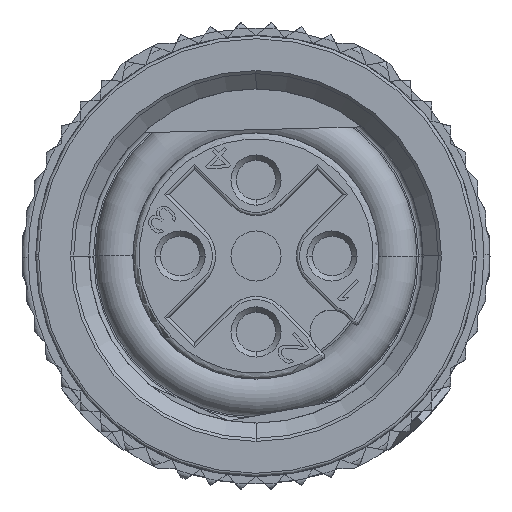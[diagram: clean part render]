
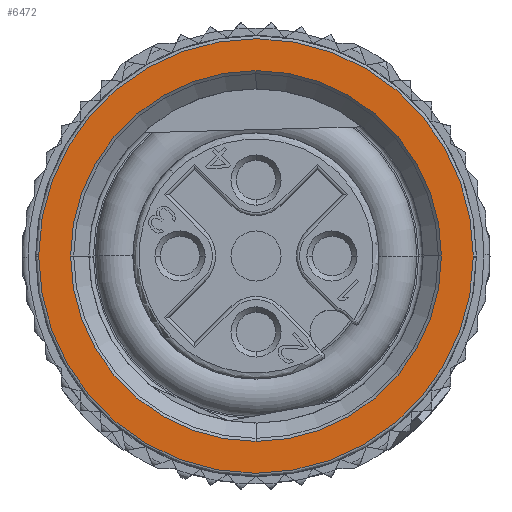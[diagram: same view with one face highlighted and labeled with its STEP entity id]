
A CAD part, front view. The second image highlights one B-rep face of the part: STEP entity #6472.
In plain terms, the highlighted planar face has unit normal (0, -1, 0).
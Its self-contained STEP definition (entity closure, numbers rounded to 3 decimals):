
#6472=ADVANCED_FACE('',(#13086,#13087),#13088,.T.);
#13086=FACE_OUTER_BOUND('',#35394,.T.);
#13087=FACE_BOUND('',#35395,.T.);
#13088=PLANE('',#35396);
#35394=EDGE_LOOP('',(#59896,#59897,#59898,#59899));
#35395=EDGE_LOOP('',(#59900,#59901,#59902,#59903));
#35396=AXIS2_PLACEMENT_3D('',#59904,#59905,#59906);
#59896=ORIENTED_EDGE('',*,*,#68418,.F.);
#59897=ORIENTED_EDGE('',*,*,#66817,.F.);
#59898=ORIENTED_EDGE('',*,*,#68416,.F.);
#59899=ORIENTED_EDGE('',*,*,#66822,.F.);
#59900=ORIENTED_EDGE('',*,*,#68426,.F.);
#59901=ORIENTED_EDGE('',*,*,#66800,.F.);
#59902=ORIENTED_EDGE('',*,*,#66807,.F.);
#59903=ORIENTED_EDGE('',*,*,#68427,.F.);
#59904=CARTESIAN_POINT('',(0.0,-12.4,0.0));
#59905=DIRECTION('',(0.0,-1.0,0.0));
#59906=DIRECTION('',(1.0,0.0,0.0));
#66800=EDGE_CURVE('',#77280,#77278,#77282,.T.);
#66807=EDGE_CURVE('',#77290,#77280,#77292,.T.);
#66817=EDGE_CURVE('',#77308,#77304,#77310,.T.);
#66822=EDGE_CURVE('',#77317,#77313,#77319,.T.);
#68416=EDGE_CURVE('',#77313,#77308,#79609,.T.);
#68418=EDGE_CURVE('',#77304,#77317,#79611,.T.);
#68426=EDGE_CURVE('',#77278,#79620,#79621,.T.);
#68427=EDGE_CURVE('',#79620,#77290,#79622,.T.);
#77278=VERTEX_POINT('',#98262);
#77280=VERTEX_POINT('',#98265);
#77282=CIRCLE('',#98268,6.1);
#77290=VERTEX_POINT('',#98277);
#77292=CIRCLE('',#98280,6.1);
#77304=VERTEX_POINT('',#98292);
#77308=VERTEX_POINT('',#98296);
#77310=CIRCLE('',#98298,7.15);
#77313=VERTEX_POINT('',#98301);
#77317=VERTEX_POINT('',#98305);
#77319=CIRCLE('',#98307,7.15);
#79609=CIRCLE('',#103506,7.15);
#79611=CIRCLE('',#103508,7.15);
#79620=VERTEX_POINT('',#103519);
#79621=CIRCLE('',#103520,6.1);
#79622=CIRCLE('',#103521,6.1);
#98262=CARTESIAN_POINT('',(0.0,-12.4,6.1));
#98265=CARTESIAN_POINT('',(6.1,-12.4,0.0));
#98268=AXIS2_PLACEMENT_3D('',#113617,#113618,#113619);
#98277=CARTESIAN_POINT('',(0.0,-12.4,-6.1));
#98280=AXIS2_PLACEMENT_3D('',#113628,#113629,#113630);
#98292=CARTESIAN_POINT('',(-7.15,-12.4,0.052));
#98296=CARTESIAN_POINT('',(-7.15,-12.4,0.0));
#98298=AXIS2_PLACEMENT_3D('',#113652,#113653,#113654);
#98301=CARTESIAN_POINT('',(7.15,-12.4,-0.052));
#98305=CARTESIAN_POINT('',(7.15,-12.4,0.0));
#98307=AXIS2_PLACEMENT_3D('',#113664,#113665,#113666);
#103506=AXIS2_PLACEMENT_3D('',#115565,#115566,#115567);
#103508=AXIS2_PLACEMENT_3D('',#115568,#115569,#115570);
#103519=CARTESIAN_POINT('',(-6.1,-12.4,0.0));
#103520=AXIS2_PLACEMENT_3D('',#115579,#115580,#115581);
#103521=AXIS2_PLACEMENT_3D('',#115582,#115583,#115584);
#113617=CARTESIAN_POINT('',(0.0,-12.4,0.0));
#113618=DIRECTION('',(0.0,-1.0,0.0));
#113619=DIRECTION('',(1.0,0.0,0.0));
#113628=CARTESIAN_POINT('',(0.0,-12.4,0.0));
#113629=DIRECTION('',(0.0,-1.0,0.0));
#113630=DIRECTION('',(0.0,0.0,-1.0));
#113652=CARTESIAN_POINT('',(0.0,-12.4,0.0));
#113653=DIRECTION('',(0.0,1.0,0.0));
#113654=DIRECTION('',(-1.0,0.0,0.0));
#113664=CARTESIAN_POINT('',(0.0,-12.4,0.0));
#113665=DIRECTION('',(-0.0,1.0,0.0));
#113666=DIRECTION('',(1.0,0.0,0.0));
#115565=CARTESIAN_POINT('',(0.0,-12.4,0.0));
#115566=DIRECTION('',(0.0,1.0,0.0));
#115567=DIRECTION('',(1.,0.0,-0.007));
#115568=CARTESIAN_POINT('',(0.0,-12.4,0.0));
#115569=DIRECTION('',(0.0,1.0,0.0));
#115570=DIRECTION('',(-1.,0.0,0.007));
#115579=CARTESIAN_POINT('',(0.0,-12.4,0.0));
#115580=DIRECTION('',(0.0,-1.0,0.0));
#115581=DIRECTION('',(0.0,0.0,1.0));
#115582=CARTESIAN_POINT('',(0.0,-12.4,0.0));
#115583=DIRECTION('',(0.0,-1.0,0.0));
#115584=DIRECTION('',(-1.0,0.0,0.0));
